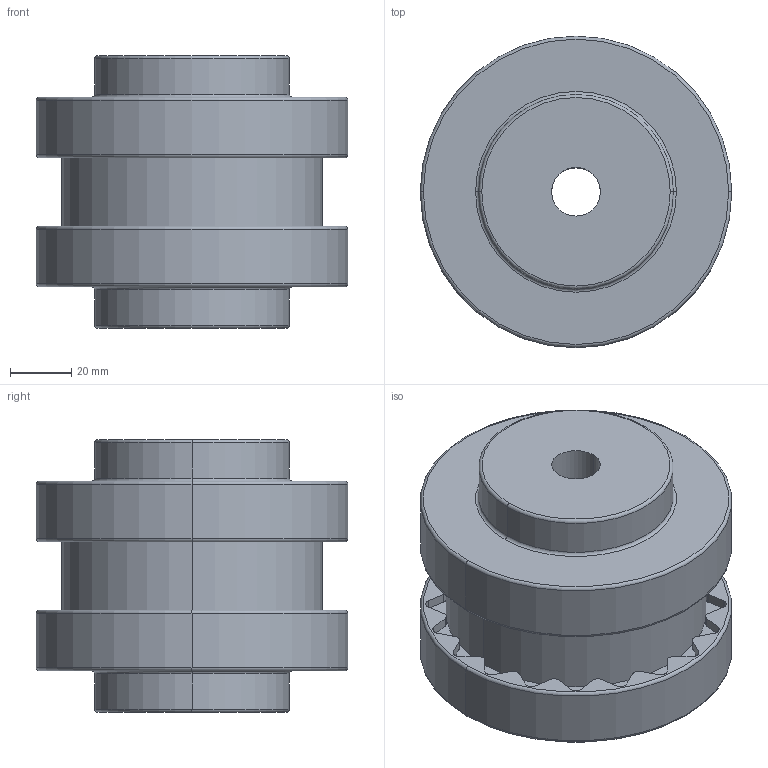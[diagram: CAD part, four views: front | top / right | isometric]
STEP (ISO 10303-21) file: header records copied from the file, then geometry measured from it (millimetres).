
FILE_DESCRIPTION((''),'2;1');
FILE_NAME('SF-6S-6JE_ASM','2013-04-02T',('ppetruska'),(''),'PRO/ENGINEER BY PARAMETRIC TECHNOLOGY CORPORATION, 2012480','PRO/ENGINEER BY PARAMETRIC TECHNOLOGY CORPORATION, 2012480','');
FILE_SCHEMA(('CONFIG_CONTROL_DESIGN'));
Length unit declared in the file: millimetre
Products named in the file (3): 6S-FLANGE; 6JE-SLEEVE; SF-6S-6JE_ASM
Assembly tree (3 placements, depth 2):
  SF-6S-6JE_ASM
    6S-FLANGE  x2
    6JE-SLEEVE
Bounding box: 101.6 x 101.6 x 88.9 mm (x, y, z)
Volume: 481301.3 mm3; surface area: 110629.9 mm2
Topology: 3 solids, 3 shells, 981 faces, 2871 edges, 1906 vertices
Faces by surface type: cylinder 661, plane 296, torus 24
Entity records: 23535 total; most frequent: DIRECTION 4387, CARTESIAN_POINT 4078, ORIENTED_EDGE 4062, EDGE_CURVE 2031, AXIS2_PLACEMENT_3D 1659, VERTEX_POINT 1350, VECTOR 1069, LINE 1069
